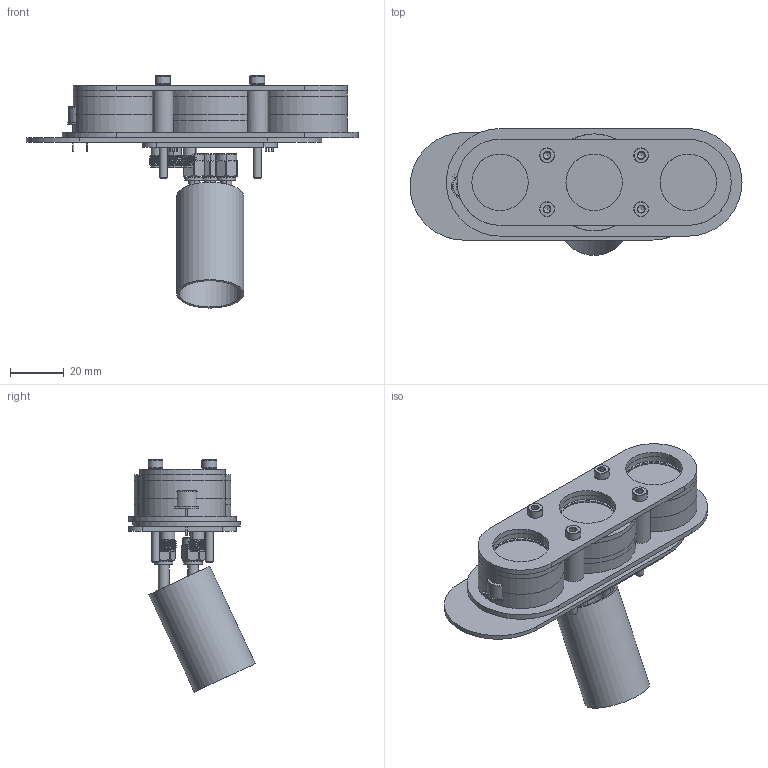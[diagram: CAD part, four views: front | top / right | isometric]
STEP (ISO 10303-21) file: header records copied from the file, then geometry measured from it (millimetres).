
FILE_DESCRIPTION(('FreeCAD Model'),'2;1');
FILE_NAME('CAD_model.step', '2019-11-04T09:41:42',('Author'),(''), 'Open CASCADE STEP processor 7.3','FreeCAD','Unknown');
FILE_SCHEMA(('AUTOMOTIVE_DESIGN { 1 0 10303 214 1 1 1 1 }'));
Length unit declared in the file: millimetre
Products named in the file (29): unteres_teil; m3_schraube1; oberes_teil; m3_schraube4; m3_schraube3; m3_schraube2; platte_hinten; photodiode_sensor_board; Board_Geoms; Local_CS; Pcb; Open CASCADE STEP translator 7.3 8.1.2.1; PCB_Sketch; Step_Models; Top; TO-18-3_Window; D2_TO-46-3_Window_5DC5312B; D3_TO-5-2_Window_5DC5314F; Bot; J1_C-5-1814832-1_5DC53166; J2_C-5-1814832-1_5DC5317D; J3_C-5-1814832-1_5DC53194; sma_stecker1; sma_stecker2; sma_stecker3; filter3; filter1; filter2; rohrstueck
Assembly tree (14 placements, depth 4):
  unteres_teil
  m3_schraube1
  oberes_teil
  m3_schraube4
  m3_schraube3
Bounding box: 123.5 x 47.08 x 86.35 mm (x, y, z)
Volume: 45741.2 mm3; surface area: 50914.2 mm2
Topology: 20 solids, 25 shells, 709 faces, 1623 edges, 1039 vertices
Faces by surface type: cylinder 299, plane 296, cone 94, bspline 12, revolution 6, sphere 2
Full cylindrical faces by diameter (mm): 0.48 x8, 0.7 x8, 1.5 x3, 1.7 x12, 3 x4, 3.2 x16, 4 x2, 4.202 x2, 4.256 x1, 4.8 x1, 4.95 x1, 5.5 x4, 5.9 x2, 8 x4, 8.5 x1, 21 x11, 23 x1, 25 x1, 26 x3, 30 x1, 32 x8, 36 x2
Entity records: 27149 total; most frequent: CARTESIAN_POINT 8657, DIRECTION 3663, ORIENTED_EDGE 3226, EDGE_CURVE 1613, AXIS2_PLACEMENT_3D 1442, VERTEX_POINT 1031, FACE_BOUND 880, EDGE_LOOP 880
